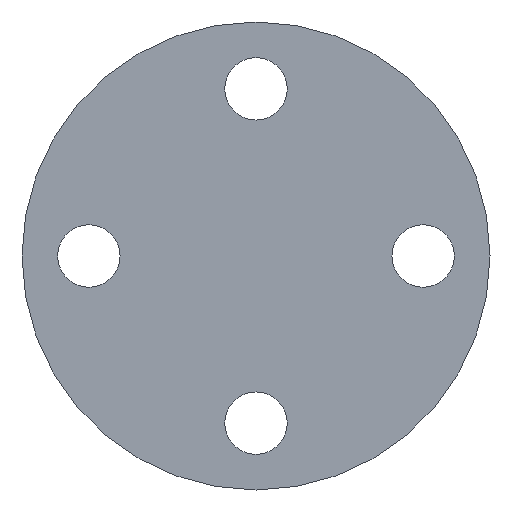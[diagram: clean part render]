
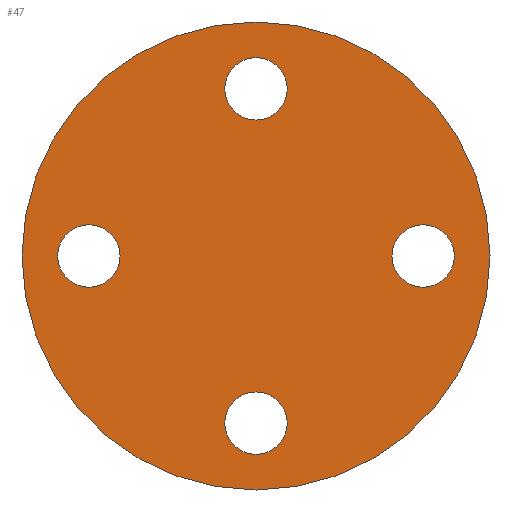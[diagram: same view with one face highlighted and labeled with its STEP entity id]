
A CAD part, front view. The second image highlights one B-rep face of the part: STEP entity #47.
In plain terms, the highlighted planar face has unit normal (0, -1, 0).
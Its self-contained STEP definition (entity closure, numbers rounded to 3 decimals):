
#4 = ORIENTED_EDGE ( 'NONE', *, *, #74, .T. ) ;
#6 = DIRECTION ( 'NONE',  ( 0., 0., -1. ) ) ;
#10 = ORIENTED_EDGE ( 'NONE', *, *, #337, .T. ) ;
#11 = EDGE_CURVE ( 'NONE', #614, #600, #351, .T. ) ;
#14 = EDGE_LOOP ( 'NONE', ( #482, #10 ) ) ;
#17 = FACE_BOUND ( 'NONE', #62, .T. ) ;
#21 = CARTESIAN_POINT ( 'NONE',  ( 0., 0., 44.5 ) ) ;
#29 = CARTESIAN_POINT ( 'NONE',  ( 37.5, 0., 0. ) ) ;
#33 = AXIS2_PLACEMENT_3D ( 'NONE', #200, #386, #518 ) ;
#47 = ADVANCED_FACE ( 'NONE', ( #112, #17, #305, #179, #308 ), #362, .F. ) ;
#50 = ORIENTED_EDGE ( 'NONE', *, *, #583, .T. ) ;
#62 = EDGE_LOOP ( 'NONE', ( #529, #491 ) ) ;
#65 = CARTESIAN_POINT ( 'NONE',  ( -37.5, 0., 0. ) ) ;
#74 = EDGE_CURVE ( 'NONE', #213, #281, #311, .T. ) ;
#75 = DIRECTION ( 'NONE',  ( 0., 1., 0. ) ) ;
#76 = AXIS2_PLACEMENT_3D ( 'NONE', #269, #316, #500 ) ;
#78 = EDGE_LOOP ( 'NONE', ( #4, #399 ) ) ;
#79 = EDGE_CURVE ( 'NONE', #281, #213, #339, .T. ) ;
#88 = VERTEX_POINT ( 'NONE', #21 ) ;
#91 = DIRECTION ( 'NONE',  ( 0., 1., 0. ) ) ;
#110 = DIRECTION ( 'NONE',  ( 0., 0., 1. ) ) ;
#112 = FACE_BOUND ( 'NONE', #78, .T. ) ;
#117 = CARTESIAN_POINT ( 'NONE',  ( 0., 0., -37.5 ) ) ;
#135 = CARTESIAN_POINT ( 'NONE',  ( 44.5, 0., 0. ) ) ;
#142 = DIRECTION ( 'NONE',  ( 0., 0., 1. ) ) ;
#148 = CIRCLE ( 'NONE', #310, 7. ) ;
#158 = VERTEX_POINT ( 'NONE', #387 ) ;
#160 = CIRCLE ( 'NONE', #33, 7. ) ;
#162 = AXIS2_PLACEMENT_3D ( 'NONE', #380, #91, #142 ) ;
#171 = DIRECTION ( 'NONE',  ( 0., 1., 0. ) ) ;
#179 = FACE_BOUND ( 'NONE', #569, .T. ) ;
#181 = EDGE_CURVE ( 'NONE', #291, #338, #547, .T. ) ;
#200 = CARTESIAN_POINT ( 'NONE',  ( 0., 0., 37.5 ) ) ;
#205 = AXIS2_PLACEMENT_3D ( 'NONE', #117, #369, #110 ) ;
#206 = DIRECTION ( 'NONE',  ( 0., 1., 0. ) ) ;
#213 = VERTEX_POINT ( 'NONE', #540 ) ;
#216 = AXIS2_PLACEMENT_3D ( 'NONE', #325, #372, #335 ) ;
#217 = AXIS2_PLACEMENT_3D ( 'NONE', #29, #356, #315 ) ;
#225 = AXIS2_PLACEMENT_3D ( 'NONE', #65, #75, #271 ) ;
#236 = CARTESIAN_POINT ( 'NONE',  ( 0., 0., 30.5 ) ) ;
#241 = ORIENTED_EDGE ( 'NONE', *, *, #396, .T. ) ;
#249 = CARTESIAN_POINT ( 'NONE',  ( 0., 0., 37.5 ) ) ;
#253 = CARTESIAN_POINT ( 'NONE',  ( 0., 0., -52.5 ) ) ;
#269 = CARTESIAN_POINT ( 'NONE',  ( 0., 0., 0. ) ) ;
#271 = DIRECTION ( 'NONE',  ( 1., 0., 0. ) ) ;
#274 = EDGE_CURVE ( 'NONE', #88, #581, #299, .T. ) ;
#281 = VERTEX_POINT ( 'NONE', #301 ) ;
#291 = VERTEX_POINT ( 'NONE', #253 ) ;
#293 = VERTEX_POINT ( 'NONE', #510 ) ;
#299 = CIRCLE ( 'NONE', #443, 7. ) ;
#301 = CARTESIAN_POINT ( 'NONE',  ( -44.5, 0., 0. ) ) ;
#305 = FACE_BOUND ( 'NONE', #14, .T. ) ;
#308 = FACE_OUTER_BOUND ( 'NONE', #623, .T. ) ;
#310 = AXIS2_PLACEMENT_3D ( 'NONE', #530, #629, #624 ) ;
#311 = CIRCLE ( 'NONE', #225, 7. ) ;
#315 = DIRECTION ( 'NONE',  ( -1., 0., 0. ) ) ;
#316 = DIRECTION ( 'NONE',  ( 0., 1., 0. ) ) ;
#325 = CARTESIAN_POINT ( 'NONE',  ( 0., 0., 0. ) ) ;
#335 = DIRECTION ( 'NONE',  ( 0., 0., 1. ) ) ;
#337 = EDGE_CURVE ( 'NONE', #600, #614, #619, .T. ) ;
#338 = VERTEX_POINT ( 'NONE', #562 ) ;
#339 = CIRCLE ( 'NONE', #462, 7. ) ;
#351 = CIRCLE ( 'NONE', #217, 7. ) ;
#356 = DIRECTION ( 'NONE',  ( 0., 1., 0. ) ) ;
#362 = PLANE ( 'NONE',  #76 ) ;
#369 = DIRECTION ( 'NONE',  ( 0., 1., 0. ) ) ;
#372 = DIRECTION ( 'NONE',  ( 0., 1., 0. ) ) ;
#380 = CARTESIAN_POINT ( 'NONE',  ( 0., 0., 0. ) ) ;
#386 = DIRECTION ( 'NONE',  ( 0., 1., 0. ) ) ;
#387 = CARTESIAN_POINT ( 'NONE',  ( 0., 0., -44.5 ) ) ;
#396 = EDGE_CURVE ( 'NONE', #293, #158, #523, .T. ) ;
#399 = ORIENTED_EDGE ( 'NONE', *, *, #79, .T. ) ;
#413 = CARTESIAN_POINT ( 'NONE',  ( -37.5, 0., 0. ) ) ;
#443 = AXIS2_PLACEMENT_3D ( 'NONE', #249, #206, #6 ) ;
#456 = DIRECTION ( 'NONE',  ( 1., 0., 0. ) ) ;
#457 = CARTESIAN_POINT ( 'NONE',  ( 37.5, 0., 0. ) ) ;
#462 = AXIS2_PLACEMENT_3D ( 'NONE', #413, #171, #456 ) ;
#482 = ORIENTED_EDGE ( 'NONE', *, *, #11, .T. ) ;
#491 = ORIENTED_EDGE ( 'NONE', *, *, #274, .T. ) ;
#500 = DIRECTION ( 'NONE',  ( 0., 0., 1. ) ) ;
#506 = AXIS2_PLACEMENT_3D ( 'NONE', #457, #598, #618 ) ;
#510 = CARTESIAN_POINT ( 'NONE',  ( 0., 0., -30.5 ) ) ;
#518 = DIRECTION ( 'NONE',  ( 0., 0., -1. ) ) ;
#519 = ORIENTED_EDGE ( 'NONE', *, *, #181, .F. ) ;
#523 = CIRCLE ( 'NONE', #205, 7. ) ;
#529 = ORIENTED_EDGE ( 'NONE', *, *, #575, .T. ) ;
#530 = CARTESIAN_POINT ( 'NONE',  ( 0., 0., -37.5 ) ) ;
#539 = ORIENTED_EDGE ( 'NONE', *, *, #543, .F. ) ;
#540 = CARTESIAN_POINT ( 'NONE',  ( -30.5, 0., 0. ) ) ;
#543 = EDGE_CURVE ( 'NONE', #338, #291, #545, .T. ) ;
#545 = CIRCLE ( 'NONE', #216, 52.5 ) ;
#547 = CIRCLE ( 'NONE', #162, 52.5 ) ;
#562 = CARTESIAN_POINT ( 'NONE',  ( 0., 0., 52.5 ) ) ;
#569 = EDGE_LOOP ( 'NONE', ( #241, #50 ) ) ;
#575 = EDGE_CURVE ( 'NONE', #581, #88, #160, .T. ) ;
#581 = VERTEX_POINT ( 'NONE', #236 ) ;
#583 = EDGE_CURVE ( 'NONE', #158, #293, #148, .T. ) ;
#598 = DIRECTION ( 'NONE',  ( 0., 1., 0. ) ) ;
#600 = VERTEX_POINT ( 'NONE', #135 ) ;
#614 = VERTEX_POINT ( 'NONE', #626 ) ;
#618 = DIRECTION ( 'NONE',  ( -1., 0., 0. ) ) ;
#619 = CIRCLE ( 'NONE', #506, 7. ) ;
#623 = EDGE_LOOP ( 'NONE', ( #519, #539 ) ) ;
#624 = DIRECTION ( 'NONE',  ( 0., 0., 1. ) ) ;
#626 = CARTESIAN_POINT ( 'NONE',  ( 30.5, 0., 0. ) ) ;
#629 = DIRECTION ( 'NONE',  ( 0., 1., 0. ) ) ;
